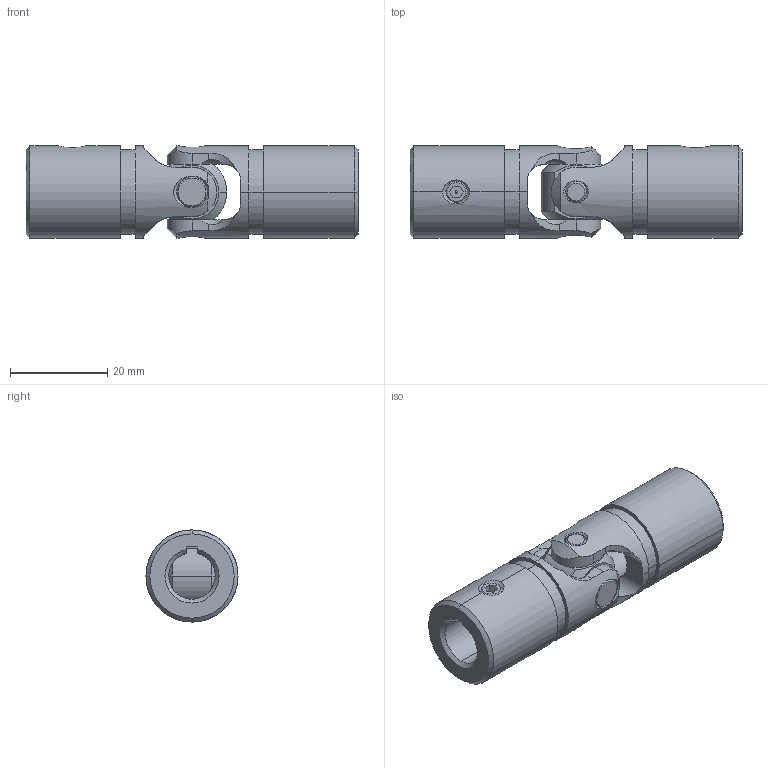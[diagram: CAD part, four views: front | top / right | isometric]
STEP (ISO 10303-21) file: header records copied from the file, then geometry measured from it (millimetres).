
FILE_DESCRIPTION (( 'STEP AP214' ), '1' );
FILE_NAME ('UJ-SS750x375K.STEP', '2015-12-03T18:19:30', ( 'rick' ), ( 'Hewlett-Packard Company' ), 'SwSTEP 2.0', 'SolidWorks 2015', '' );
FILE_SCHEMA (( 'AUTOMOTIVE_DESIGN' ));
Length unit declared in the file: inch
Products named in the file (8): 10-32 SOCKET SET SCREW_#10-32x0.125SS; SSY750 YOKES_SSY750SHx375K; Retaining Ring_SS750-6A INSTALLED; SS-5A STAINLESS LARGE PIN_SS750-5A; SS-3A STAINLESS SMALL PIN_SS750-3A; SS-2A STAINLESS BLOCK_SS750-2A; SSY750 YOKES_SSY750LHx375K; UJ-SS750x375K
Assembly tree (8 placements, depth 2):
  UJ-SS750x375K
    SSY750 YOKES_SSY750LHx375K
    SS-2A STAINLESS BLOCK_SS750-2A
    SS-3A STAINLESS SMALL PIN_SS750-3A
    SS-5A STAINLESS LARGE PIN_SS750-5A
    Retaining Ring_SS750-6A INSTALLED
    SSY750 YOKES_SSY750SHx375K
    10-32 SOCKET SET SCREW_#10-32x0.125SS  x2
Bounding box: 68.26 x 18.92 x 18.92 mm (x, y, z)
Volume: 13173 mm3; surface area: 8646.3 mm2
Topology: 8 solids, 8 shells, 240 faces, 617 edges, 390 vertices
Faces by surface type: cone 80, cylinder 71, plane 69, torus 12, sphere 8
Entity records: 8081 total; most frequent: CARTESIAN_POINT 2492, DIRECTION 1109, ORIENTED_EDGE 1082, EDGE_CURVE 541, AXIS2_PLACEMENT_3D 443, VERTEX_POINT 342, EDGE_LOOP 233, VECTOR 223
